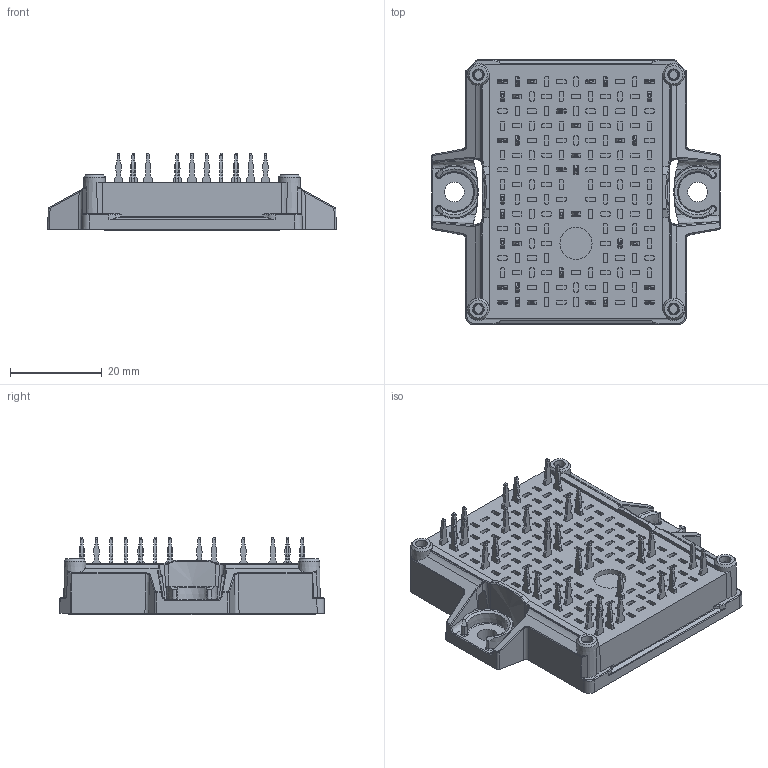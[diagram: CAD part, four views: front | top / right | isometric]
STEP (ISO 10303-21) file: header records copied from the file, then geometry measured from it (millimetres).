
FILE_DESCRIPTION(/* description */ ('Unknown'),/* implementation_level */ '2;1');
FILE_NAME(/* name */ 'FlowE2-4T12TA-LU30(360)-02-OL',/* time_stamp */ '2026-02-20T09:43:03+01:00',/* author */ ('Unknown'),/* organization */ ('Unknown'),/* preprocessor_version */ 'ST-DEVELOPER v20',/* originating_system */ 'Solid Edge',/* authorisation */ 'Unknown');
FILE_SCHEMA (('MODEL_BASED_INTEGRATED_MANUFACTURING_SCHEMA','AUTOMOTIVE_DESIGN {1 0 10303 214 3 1 1}'));
Products named in the file (1): FlowE2-4T12TA-LU30-OL
Bounding box: 62.8 x 57.68 x 16.79 mm (x, y, z)
Volume: 26522.1 mm3; surface area: 12739.9 mm2
Topology: 1 solids, 1 shells, 4252 faces, 10606 edges, 6553 vertices
Faces by surface type: plane 2191, cylinder 1203, cone 710, bspline 102, torus 28, sphere 18
Full cylindrical faces by diameter (mm): 4.3 x2, 7 x1
Entity records: 155776 total; most frequent: CARTESIAN_POINT 23426, DIRECTION 21940, ORIENTED_EDGE 21108, EDGE_CURVE 10554, AXIS2_PLACEMENT_3D 7461, LINE 7018, VECTOR 7018, VERTEX_POINT 6540
